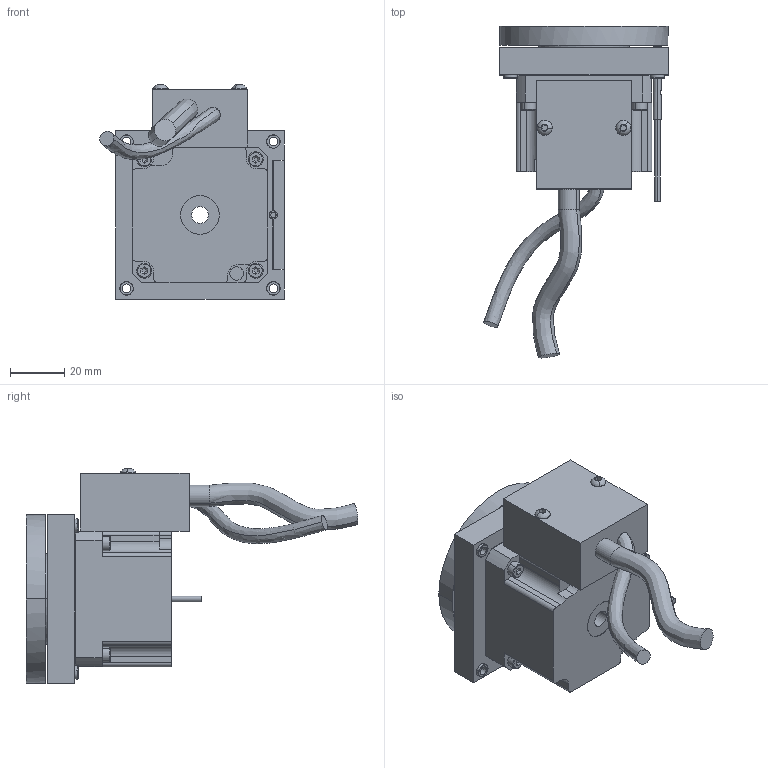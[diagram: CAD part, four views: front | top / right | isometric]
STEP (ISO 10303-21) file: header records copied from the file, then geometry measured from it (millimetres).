
FILE_DESCRIPTION (( 'STEP AP214' ), '1' );
FILE_NAME ('Drehtisch miniTURN 62.STEP', '2023-05-04T12:52:29', ( '' ), ( '' ), 'SwSTEP 2.0', 'SolidWorks 2020', '' );
FILE_SCHEMA (( 'AUTOMOTIVE_DESIGN' ));
Length unit declared in the file: millimetre
Products named in the file (3): miniTURN Anschluss komplett light-+-D205043_PDB; Drehtisch miniTURN 62; Drehtisch miniTURN 62 light-+-D408797_PDB
Assembly tree (2 placements, depth 2):
  Drehtisch miniTURN 62
    Drehtisch miniTURN 62 light-+-D408797_PDB
    miniTURN Anschluss komplett light-+-D205043_PDB
Bounding box: 67.88 x 122.16 x 78.9 mm (x, y, z)
Volume: 171718 mm3; surface area: 39976.1 mm2
Topology: 2 solids, 20 shells, 656 faces, 1485 edges, 936 vertices
Faces by surface type: plane 319, cylinder 235, cone 86, torus 12, bspline 4
Entity records: 19110 total; most frequent: CARTESIAN_POINT 3857, DIRECTION 3331, ORIENTED_EDGE 2946, EDGE_CURVE 1473, AXIS2_PLACEMENT_3D 1241, VERTEX_POINT 936, LINE 849, VECTOR 849
